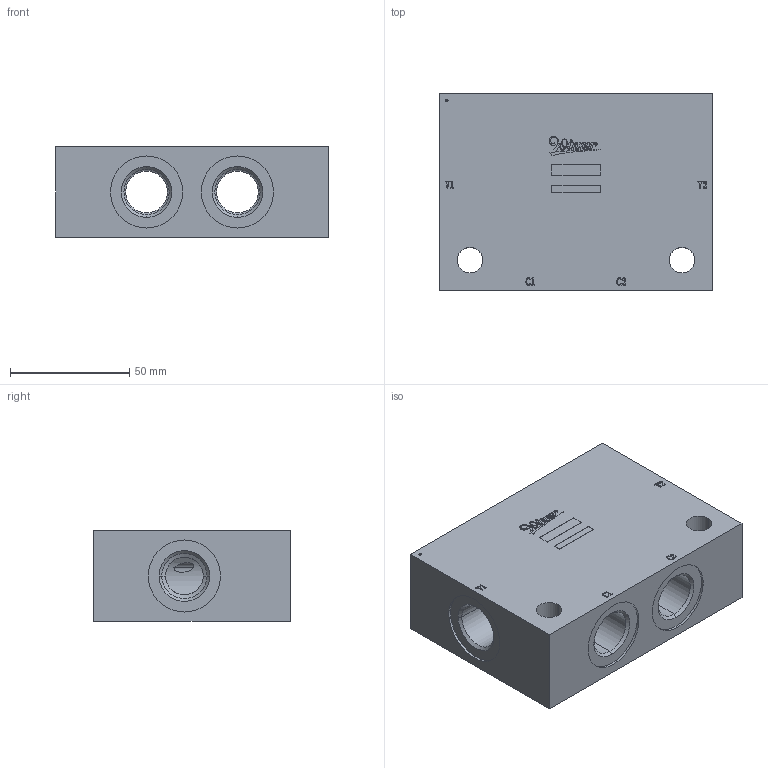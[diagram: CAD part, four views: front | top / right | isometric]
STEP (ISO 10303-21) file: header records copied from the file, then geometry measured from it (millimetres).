
FILE_DESCRIPTION (( 'STEP AP203' ), '1' );
FILE_NAME ('ML-120-CDW-2A3-2A3-G04-Z01.STEP', '2026-02-26T00:20:58', ( '' ), ( '' ), 'SwSTEP 2.0', 'SolidWorks 2018', '' );
FILE_SCHEMA (( 'CONFIG_CONTROL_DESIGN' ));
Length unit declared in the file: millimetre
Products named in the file (1): ML-120-CDW-2A3-2A3-G04-Z01
Bounding box: 114.3 x 82.6 x 38.1 mm (x, y, z)
Volume: 266128.7 mm3; surface area: 49419.9 mm2
Topology: 1 solids, 1 shells, 478 faces, 1303 edges, 849 vertices
Faces by surface type: cylinder 195, plane 137, bspline 104, cone 34, torus 8
Entity records: 18604 total; most frequent: CARTESIAN_POINT 6779, ORIENTED_EDGE 2602, DIRECTION 2243, EDGE_CURVE 1301, VERTEX_POINT 849, AXIS2_PLACEMENT_3D 787, VECTOR 669, LINE 669
